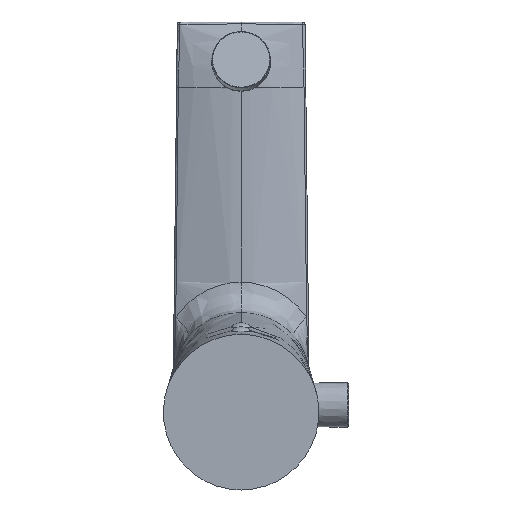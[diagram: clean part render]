
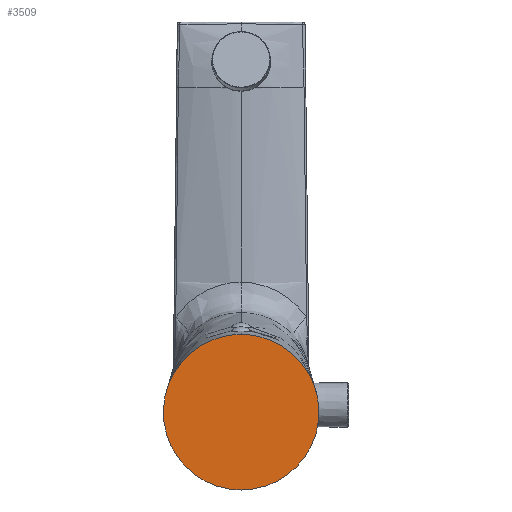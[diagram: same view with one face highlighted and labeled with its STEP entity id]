
A CAD part, front view. The second image highlights one B-rep face of the part: STEP entity #3509.
In plain terms, the highlighted planar face has unit normal (0, -1, 0).
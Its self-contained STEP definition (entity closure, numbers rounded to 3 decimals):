
#280 = CARTESIAN_POINT ( 'NONE',  ( 4.895, 0., 26.869 ) ) ;
#365 = CARTESIAN_POINT ( 'NONE',  ( -29.309, 0., -1.258 ) ) ;
#438 = DIRECTION ( 'NONE',  ( 0., 0., 1. ) ) ;
#1017 = CARTESIAN_POINT ( 'NONE',  ( -14.683, 0., 24.239 ) ) ;
#1672 = CARTESIAN_POINT ( 'NONE',  ( 0., 0., 26.869 ) ) ;
#1831 = B_SPLINE_CURVE_WITH_KNOTS ( 'NONE', 3,
 ( #5939, #7722, #2810, #7172, #3505, #7799, #4158, #280, #4796 ),
 .UNSPECIFIED., .F., .F.,
 ( 4, 1, 1, 1, 1, 1, 4 ),
 ( 0., 0.015, 0.029, 0.044, 0.058, 0.073, 0.088 ),
 .UNSPECIFIED. ) ;
#1934 = VERTEX_POINT ( 'NONE', #2049 ) ;
#2049 = CARTESIAN_POINT ( 'NONE',  ( 0., 0., 26.869 ) ) ;
#2257 = CARTESIAN_POINT ( 'NONE',  ( 0., 0., -29.131 ) ) ;
#2810 = CARTESIAN_POINT ( 'NONE',  ( 14.623, 0., -26.526 ) ) ;
#3505 = CARTESIAN_POINT ( 'NONE',  ( 29.309, 0., -1.258 ) ) ;
#3509 = ADVANCED_FACE ( 'NONE', ( #6352 ), #6734, .F. ) ;
#3594 = CARTESIAN_POINT ( 'NONE',  ( -4.874, 0., -29.131 ) ) ;
#3654 = AXIS2_PLACEMENT_3D ( 'NONE', #7928, #4306, #438 ) ;
#3675 = EDGE_CURVE ( 'NONE', #5460, #1934, #5814, .T. ) ;
#4158 = CARTESIAN_POINT ( 'NONE',  ( 14.683, 0., 24.239 ) ) ;
#4239 = CARTESIAN_POINT ( 'NONE',  ( -25.34, 0., -15.835 ) ) ;
#4271 = ORIENTED_EDGE ( 'NONE', *, *, #5983, .T. ) ;
#4274 = ORIENTED_EDGE ( 'NONE', *, *, #3675, .F. ) ;
#4306 = DIRECTION ( 'NONE',  ( 0., 1., 0. ) ) ;
#4770 = EDGE_LOOP ( 'NONE', ( #4271, #4274 ) ) ;
#4796 = CARTESIAN_POINT ( 'NONE',  ( 0., 0., 26.869 ) ) ;
#4879 = CARTESIAN_POINT ( 'NONE',  ( -25.424, 0., 13.473 ) ) ;
#5460 = VERTEX_POINT ( 'NONE', #5659 ) ;
#5503 = CARTESIAN_POINT ( 'NONE',  ( -4.895, 0., 26.869 ) ) ;
#5659 = CARTESIAN_POINT ( 'NONE',  ( 0., 0., -29.131 ) ) ;
#5814 = B_SPLINE_CURVE_WITH_KNOTS ( 'NONE', 3,
 ( #2257, #3594, #7871, #4239, #365, #4879, #1017, #5503, #1672 ),
 .UNSPECIFIED., .F., .F.,
 ( 4, 1, 1, 1, 1, 1, 4 ),
 ( 0., 0.015, 0.029, 0.044, 0.058, 0.073, 0.088 ),
 .UNSPECIFIED. ) ;
#5939 = CARTESIAN_POINT ( 'NONE',  ( 0., 0., -29.131 ) ) ;
#5983 = EDGE_CURVE ( 'NONE', #5460, #1934, #1831, .T. ) ;
#6352 = FACE_OUTER_BOUND ( 'NONE', #4770, .T. ) ;
#6734 = PLANE ( 'NONE',  #3654 ) ;
#7172 = CARTESIAN_POINT ( 'NONE',  ( 25.34, 0., -15.835 ) ) ;
#7722 = CARTESIAN_POINT ( 'NONE',  ( 4.874, 0., -29.131 ) ) ;
#7799 = CARTESIAN_POINT ( 'NONE',  ( 25.424, 0., 13.473 ) ) ;
#7871 = CARTESIAN_POINT ( 'NONE',  ( -14.623, 0., -26.526 ) ) ;
#7928 = CARTESIAN_POINT ( 'NONE',  ( 0., 0., -1.131 ) ) ;
